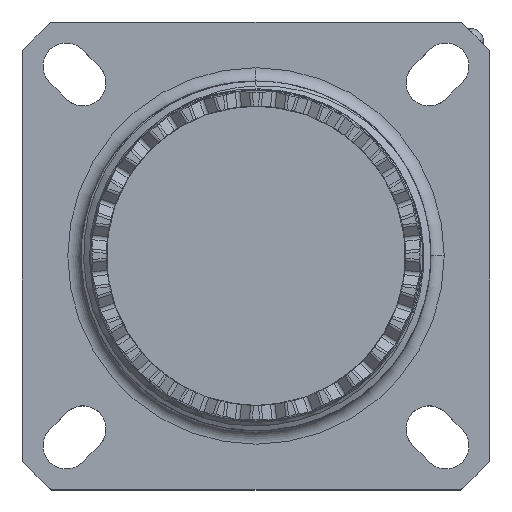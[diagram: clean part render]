
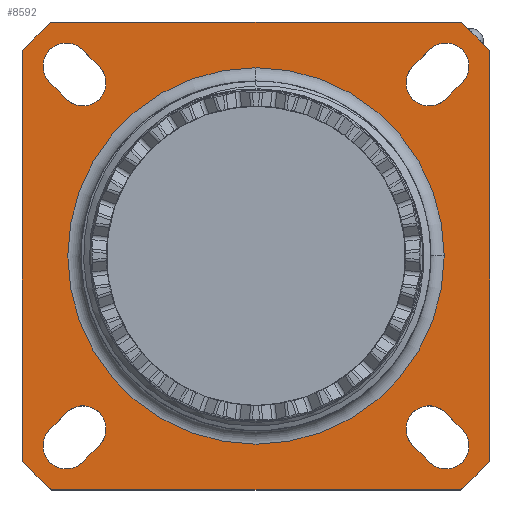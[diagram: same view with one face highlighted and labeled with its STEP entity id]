
A CAD part, top view. The second image highlights one B-rep face of the part: STEP entity #8592.
In plain terms, the highlighted planar face has unit normal (0, 0, 1).
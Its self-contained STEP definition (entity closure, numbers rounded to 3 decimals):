
#1059=CARTESIAN_POINT('',(0.,0.,3.545));
#1060=DIRECTION('',(0.,0.,1.));
#1061=DIRECTION('',(-0.658,0.753,0.));
#1062=AXIS2_PLACEMENT_3D('',#1059,#1060,#1061);
#1064=DIRECTION('',(-1.,0.,0.));
#1065=VECTOR('',#1064,29.046);
#1066=CARTESIAN_POINT('',(14.523,16.625,3.545));
#1067=LINE('',#1066,#1065);
#1068=CARTESIAN_POINT('',(0.,0.,3.545));
#1069=DIRECTION('',(0.,0.,1.));
#1070=DIRECTION('',(0.753,0.658,0.));
#1071=AXIS2_PLACEMENT_3D('',#1068,#1069,#1070);
#1073=DIRECTION('',(0.,1.,0.));
#1074=VECTOR('',#1073,29.046);
#1075=CARTESIAN_POINT('',(16.625,-14.523,3.545));
#1076=LINE('',#1075,#1074);
#1077=CARTESIAN_POINT('',(0.,0.,3.545));
#1078=DIRECTION('',(0.,0.,1.));
#1079=DIRECTION('',(0.658,-0.753,0.));
#1080=AXIS2_PLACEMENT_3D('',#1077,#1078,#1079);
#1082=DIRECTION('',(1.,0.,0.));
#1083=VECTOR('',#1082,29.046);
#1084=CARTESIAN_POINT('',(-14.523,-16.625,3.545));
#1085=LINE('',#1084,#1083);
#1086=CARTESIAN_POINT('',(0.,0.,3.545));
#1087=DIRECTION('',(0.,0.,1.));
#1088=DIRECTION('',(-0.753,-0.658,0.));
#1089=AXIS2_PLACEMENT_3D('',#1086,#1087,#1088);
#1091=DIRECTION('',(0.,-1.,0.));
#1092=VECTOR('',#1091,29.046);
#1093=CARTESIAN_POINT('',(-16.625,14.523,3.545));
#1094=LINE('',#1093,#1092);
#1095=CARTESIAN_POINT('',(-13.485,13.485,3.545));
#1096=DIRECTION('',(0.,0.,1.));
#1097=DIRECTION('',(0.707,0.707,0.));
#1098=AXIS2_PLACEMENT_3D('',#1095,#1096,#1097);
#1100=DIRECTION('',(0.707,-0.707,0.));
#1101=VECTOR('',#1100,1.669);
#1102=CARTESIAN_POINT('',(-14.652,12.318,3.545));
#1103=LINE('',#1102,#1101);
#1104=CARTESIAN_POINT('',(-12.305,12.305,3.545));
#1105=DIRECTION('',(0.,0.,1.));
#1106=DIRECTION('',(-0.707,-0.707,0.));
#1107=AXIS2_PLACEMENT_3D('',#1104,#1105,#1106);
#1109=DIRECTION('',(-0.707,0.707,0.));
#1110=VECTOR('',#1109,1.669);
#1111=CARTESIAN_POINT('',(-11.138,13.472,3.545));
#1112=LINE('',#1111,#1110);
#1113=DIRECTION('',(0.707,0.707,0.));
#1114=VECTOR('',#1113,1.669);
#1115=CARTESIAN_POINT('',(-12.318,-14.652,3.545));
#1116=LINE('',#1115,#1114);
#1117=CARTESIAN_POINT('',(-12.305,-12.305,3.545));
#1118=DIRECTION('',(0.,0.,1.));
#1119=DIRECTION('',(0.707,-0.707,0.));
#1120=AXIS2_PLACEMENT_3D('',#1117,#1118,#1119);
#1122=DIRECTION('',(-0.707,-0.707,0.));
#1123=VECTOR('',#1122,1.669);
#1124=CARTESIAN_POINT('',(-13.472,-11.138,3.545));
#1125=LINE('',#1124,#1123);
#1126=CARTESIAN_POINT('',(-13.485,-13.485,3.545));
#1127=DIRECTION('',(0.,0.,1.));
#1128=DIRECTION('',(-0.707,0.707,0.));
#1129=AXIS2_PLACEMENT_3D('',#1126,#1127,#1128);
#1131=CARTESIAN_POINT('',(13.485,-13.485,3.545));
#1132=DIRECTION('',(0.,0.,1.));
#1133=DIRECTION('',(-0.707,-0.707,0.));
#1134=AXIS2_PLACEMENT_3D('',#1131,#1132,#1133);
#1136=DIRECTION('',(-0.707,0.707,0.));
#1137=VECTOR('',#1136,1.669);
#1138=CARTESIAN_POINT('',(14.652,-12.318,3.545));
#1139=LINE('',#1138,#1137);
#1140=CARTESIAN_POINT('',(12.305,-12.305,3.545));
#1141=DIRECTION('',(0.,0.,1.));
#1142=DIRECTION('',(0.707,0.707,0.));
#1143=AXIS2_PLACEMENT_3D('',#1140,#1141,#1142);
#1145=DIRECTION('',(0.707,-0.707,0.));
#1146=VECTOR('',#1145,1.669);
#1147=CARTESIAN_POINT('',(11.138,-13.472,3.545));
#1148=LINE('',#1147,#1146);
#1149=DIRECTION('',(-0.707,-0.707,0.));
#1150=VECTOR('',#1149,1.669);
#1151=CARTESIAN_POINT('',(12.318,14.652,3.545));
#1152=LINE('',#1151,#1150);
#1153=CARTESIAN_POINT('',(12.305,12.305,3.545));
#1154=DIRECTION('',(0.,0.,1.));
#1155=DIRECTION('',(-0.707,0.707,0.));
#1156=AXIS2_PLACEMENT_3D('',#1153,#1154,#1155);
#1158=DIRECTION('',(0.707,0.707,0.));
#1159=VECTOR('',#1158,1.669);
#1160=CARTESIAN_POINT('',(13.472,11.138,3.545));
#1161=LINE('',#1160,#1159);
#1162=CARTESIAN_POINT('',(13.485,13.485,3.545));
#1163=DIRECTION('',(0.,0.,1.));
#1164=DIRECTION('',(0.707,-0.707,0.));
#1165=AXIS2_PLACEMENT_3D('',#1162,#1163,#1164);
#1167=CARTESIAN_POINT('',(0.,0.,3.545));
#1168=DIRECTION('',(0.,0.,-1.));
#1169=DIRECTION('',(0.,1.,0.));
#1170=AXIS2_PLACEMENT_3D('',#1167,#1168,#1169);
#1172=CARTESIAN_POINT('',(0.,0.,3.545));
#1173=DIRECTION('',(0.,0.,-1.));
#1174=DIRECTION('',(1.,0.,0.));
#1175=AXIS2_PLACEMENT_3D('',#1172,#1173,#1174);
#6533=CARTESIAN_POINT('',(-16.625,14.523,3.545));
#6534=CARTESIAN_POINT('',(-16.625,-14.523,3.545));
#6535=VERTEX_POINT('',#6533);
#6536=VERTEX_POINT('',#6534);
#6537=CARTESIAN_POINT('',(-14.523,-16.625,3.545));
#6538=CARTESIAN_POINT('',(14.523,-16.625,3.545));
#6539=VERTEX_POINT('',#6537);
#6540=VERTEX_POINT('',#6538);
#6541=CARTESIAN_POINT('',(16.625,-14.523,3.545));
#6542=CARTESIAN_POINT('',(16.625,14.523,3.545));
#6543=VERTEX_POINT('',#6541);
#6544=VERTEX_POINT('',#6542);
#6545=CARTESIAN_POINT('',(14.523,16.625,3.545));
#6546=CARTESIAN_POINT('',(-14.523,16.625,3.545));
#6547=VERTEX_POINT('',#6545);
#6548=VERTEX_POINT('',#6546);
#7357=CARTESIAN_POINT('',(-12.318,14.652,3.545));
#7358=CARTESIAN_POINT('',(-14.652,12.318,3.545));
#7359=VERTEX_POINT('',#7357);
#7360=VERTEX_POINT('',#7358);
#7361=CARTESIAN_POINT('',(-13.472,11.138,3.545));
#7362=VERTEX_POINT('',#7361);
#7363=CARTESIAN_POINT('',(-11.138,13.472,3.545));
#7364=VERTEX_POINT('',#7363);
#7365=CARTESIAN_POINT('',(-12.318,-14.652,3.545));
#7366=CARTESIAN_POINT('',(-11.138,-13.472,3.545));
#7367=VERTEX_POINT('',#7365);
#7368=VERTEX_POINT('',#7366);
#7369=CARTESIAN_POINT('',(-13.472,-11.138,3.545));
#7370=VERTEX_POINT('',#7369);
#7371=CARTESIAN_POINT('',(-14.652,-12.318,3.545));
#7372=VERTEX_POINT('',#7371);
#7373=CARTESIAN_POINT('',(12.318,-14.652,3.545));
#7374=CARTESIAN_POINT('',(14.652,-12.318,3.545));
#7375=VERTEX_POINT('',#7373);
#7376=VERTEX_POINT('',#7374);
#7377=CARTESIAN_POINT('',(13.472,-11.138,3.545));
#7378=VERTEX_POINT('',#7377);
#7379=CARTESIAN_POINT('',(11.138,-13.472,3.545));
#7380=VERTEX_POINT('',#7379);
#7381=CARTESIAN_POINT('',(12.318,14.652,3.545));
#7382=CARTESIAN_POINT('',(11.138,13.472,3.545));
#7383=VERTEX_POINT('',#7381);
#7384=VERTEX_POINT('',#7382);
#7385=CARTESIAN_POINT('',(13.472,11.138,3.545));
#7386=VERTEX_POINT('',#7385);
#7387=CARTESIAN_POINT('',(14.652,12.318,3.545));
#7388=VERTEX_POINT('',#7387);
#7409=CARTESIAN_POINT('',(0.,13.376,3.545));
#7410=CARTESIAN_POINT('',(13.376,0.,3.545));
#7411=VERTEX_POINT('',#7409);
#7412=VERTEX_POINT('',#7410);
#8531=CARTESIAN_POINT('',(0.,0.,3.545));
#8532=DIRECTION('',(0.,0.,1.));
#8533=DIRECTION('',(1.,0.,0.));
#8534=AXIS2_PLACEMENT_3D('',#8531,#8532,#8533);
#8535=PLANE('',#8534);
#8536=ORIENTED_EDGE('',*,*,#8421,.F.);
#8537=ORIENTED_EDGE('',*,*,#8436,.F.);
#8538=ORIENTED_EDGE('',*,*,#8450,.F.);
#8539=ORIENTED_EDGE('',*,*,#8470,.F.);
#8540=ORIENTED_EDGE('',*,*,#8484,.F.);
#8541=ORIENTED_EDGE('',*,*,#8498,.F.);
#8542=ORIENTED_EDGE('',*,*,#8512,.F.);
#8543=ORIENTED_EDGE('',*,*,#8525,.F.);
#8544=EDGE_LOOP('',(#8536,#8537,#8538,#8539,#8540,#8541,#8542,#8543));
#8545=FACE_OUTER_BOUND('',#8544,.F.);
#8547=ORIENTED_EDGE('',*,*,#8546,.T.);
#8549=ORIENTED_EDGE('',*,*,#8548,.T.);
#8551=ORIENTED_EDGE('',*,*,#8550,.T.);
#8553=ORIENTED_EDGE('',*,*,#8552,.T.);
#8554=EDGE_LOOP('',(#8547,#8549,#8551,#8553));
#8555=FACE_BOUND('',#8554,.F.);
#8557=ORIENTED_EDGE('',*,*,#8556,.T.);
#8559=ORIENTED_EDGE('',*,*,#8558,.T.);
#8561=ORIENTED_EDGE('',*,*,#8560,.T.);
#8563=ORIENTED_EDGE('',*,*,#8562,.T.);
#8564=EDGE_LOOP('',(#8557,#8559,#8561,#8563));
#8565=FACE_BOUND('',#8564,.F.);
#8567=ORIENTED_EDGE('',*,*,#8566,.T.);
#8569=ORIENTED_EDGE('',*,*,#8568,.T.);
#8571=ORIENTED_EDGE('',*,*,#8570,.T.);
#8573=ORIENTED_EDGE('',*,*,#8572,.T.);
#8574=EDGE_LOOP('',(#8567,#8569,#8571,#8573));
#8575=FACE_BOUND('',#8574,.F.);
#8577=ORIENTED_EDGE('',*,*,#8576,.T.);
#8579=ORIENTED_EDGE('',*,*,#8578,.T.);
#8581=ORIENTED_EDGE('',*,*,#8580,.T.);
#8583=ORIENTED_EDGE('',*,*,#8582,.T.);
#8584=EDGE_LOOP('',(#8577,#8579,#8581,#8583));
#8585=FACE_BOUND('',#8584,.F.);
#8587=ORIENTED_EDGE('',*,*,#8586,.F.);
#8589=ORIENTED_EDGE('',*,*,#8588,.F.);
#8590=EDGE_LOOP('',(#8587,#8589));
#8591=FACE_BOUND('',#8590,.F.);
#8592=ADVANCED_FACE('',(#8545,#8555,#8565,#8575,#8585,#8591),#8535,.T.);
#1063=CIRCLE('',#1062,22.075);
#1072=CIRCLE('',#1071,22.075);
#1081=CIRCLE('',#1080,22.075);
#1090=CIRCLE('',#1089,22.075);
#1099=CIRCLE('',#1098,1.65);
#1108=CIRCLE('',#1107,1.65);
#1121=CIRCLE('',#1120,1.65);
#1130=CIRCLE('',#1129,1.65);
#1135=CIRCLE('',#1134,1.65);
#1144=CIRCLE('',#1143,1.65);
#1157=CIRCLE('',#1156,1.65);
#1166=CIRCLE('',#1165,1.65);
#1171=CIRCLE('',#1170,13.376);
#1176=CIRCLE('',#1175,13.376);
#8421=EDGE_CURVE('',#6548,#6535,#1063,.T.);
#8436=EDGE_CURVE('',#6547,#6548,#1067,.T.);
#8450=EDGE_CURVE('',#6544,#6547,#1072,.T.);
#8470=EDGE_CURVE('',#6543,#6544,#1076,.T.);
#8484=EDGE_CURVE('',#6540,#6543,#1081,.T.);
#8498=EDGE_CURVE('',#6539,#6540,#1085,.T.);
#8512=EDGE_CURVE('',#6536,#6539,#1090,.T.);
#8525=EDGE_CURVE('',#6535,#6536,#1094,.T.);
#8546=EDGE_CURVE('',#7359,#7360,#1099,.T.);
#8548=EDGE_CURVE('',#7360,#7362,#1103,.T.);
#8550=EDGE_CURVE('',#7362,#7364,#1108,.T.);
#8552=EDGE_CURVE('',#7364,#7359,#1112,.T.);
#8556=EDGE_CURVE('',#7367,#7368,#1116,.T.);
#8558=EDGE_CURVE('',#7368,#7370,#1121,.T.);
#8560=EDGE_CURVE('',#7370,#7372,#1125,.T.);
#8562=EDGE_CURVE('',#7372,#7367,#1130,.T.);
#8566=EDGE_CURVE('',#7375,#7376,#1135,.T.);
#8568=EDGE_CURVE('',#7376,#7378,#1139,.T.);
#8570=EDGE_CURVE('',#7378,#7380,#1144,.T.);
#8572=EDGE_CURVE('',#7380,#7375,#1148,.T.);
#8576=EDGE_CURVE('',#7383,#7384,#1152,.T.);
#8578=EDGE_CURVE('',#7384,#7386,#1157,.T.);
#8580=EDGE_CURVE('',#7386,#7388,#1161,.T.);
#8582=EDGE_CURVE('',#7388,#7383,#1166,.T.);
#8586=EDGE_CURVE('',#7411,#7412,#1171,.T.);
#8588=EDGE_CURVE('',#7412,#7411,#1176,.T.);
